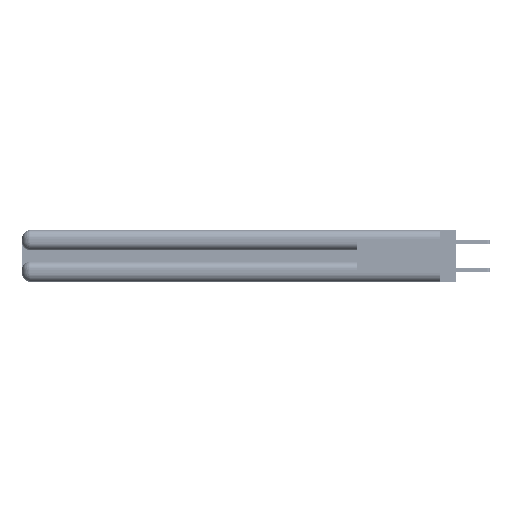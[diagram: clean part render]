
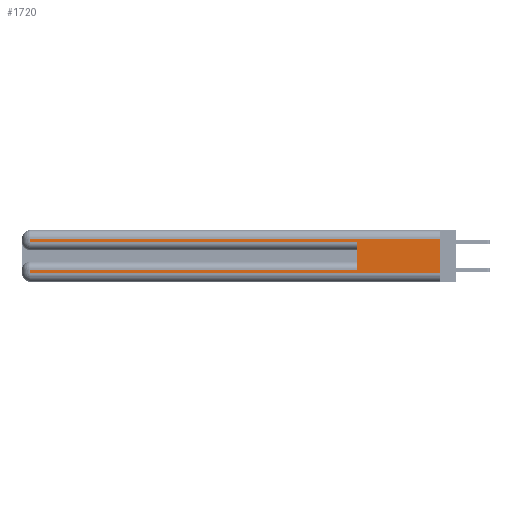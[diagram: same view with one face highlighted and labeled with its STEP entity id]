
A CAD part, left-side view. The second image highlights one B-rep face of the part: STEP entity #1720.
In plain terms, the highlighted planar face has unit normal (-1, 0, 0).
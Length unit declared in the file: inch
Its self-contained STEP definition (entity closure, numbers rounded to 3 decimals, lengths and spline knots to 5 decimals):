
#280 = VECTOR ( 'NONE', #34830, 39.37008 ) ;
#332 = AXIS2_PLACEMENT_3D ( 'NONE', #15231, #23130, #27040 ) ;
#1226 = DIRECTION ( 'NONE',  ( 0., 0., -1. ) ) ;
#1720 = ADVANCED_FACE ( 'NONE', ( #48371 ), #38218, .F. ) ;
#1790 = VERTEX_POINT ( 'NONE', #22804 ) ;
#2071 = LINE ( 'NONE', #19114, #5578 ) ;
#4341 = DIRECTION ( 'NONE',  ( 0., 0., -1. ) ) ;
#4463 = CARTESIAN_POINT ( 'NONE',  ( 0., 0.6, 0.145 ) ) ;
#4748 = ORIENTED_EDGE ( 'NONE', *, *, #8733, .T. ) ;
#4959 = VECTOR ( 'NONE', #29911, 39.37008 ) ;
#5101 = VERTEX_POINT ( 'NONE', #21710 ) ;
#5578 = VECTOR ( 'NONE', #22744, 39.37008 ) ;
#6087 = LINE ( 'NONE', #21975, #15459 ) ;
#7627 = CARTESIAN_POINT ( 'NONE',  ( 0., 2.94, 0.285 ) ) ;
#7827 = ORIENTED_EDGE ( 'NONE', *, *, #21605, .T. ) ;
#8692 = ORIENTED_EDGE ( 'NONE', *, *, #37670, .F. ) ;
#8733 = EDGE_CURVE ( 'NONE', #5101, #23620, #44650, .T. ) ;
#9857 = VECTOR ( 'NONE', #4341, 39.37008 ) ;
#10709 = CARTESIAN_POINT ( 'NONE',  ( 0., 0., 0.31 ) ) ;
#13083 = ORIENTED_EDGE ( 'NONE', *, *, #20937, .T. ) ;
#13904 = EDGE_CURVE ( 'NONE', #23620, #34668, #26349, .T. ) ;
#14407 = VERTEX_POINT ( 'NONE', #23187 ) ;
#15170 = VECTOR ( 'NONE', #1226, 39.37008 ) ;
#15231 = CARTESIAN_POINT ( 'NONE',  ( 0., 0., 0.37 ) ) ;
#15459 = VECTOR ( 'NONE', #29832, 39.37008 ) ;
#19086 = CARTESIAN_POINT ( 'NONE',  ( 0., 0., 0.37 ) ) ;
#19114 = CARTESIAN_POINT ( 'NONE',  ( 0., 0., 0.06 ) ) ;
#20937 = EDGE_CURVE ( 'NONE', #34668, #14407, #2071, .T. ) ;
#21605 = EDGE_CURVE ( 'NONE', #42154, #1790, #24914, .T. ) ;
#21710 = CARTESIAN_POINT ( 'NONE',  ( 0., 0.6, 0.085 ) ) ;
#21975 = CARTESIAN_POINT ( 'NONE',  ( 0., 0., 0.285 ) ) ;
#22148 = VERTEX_POINT ( 'NONE', #7627 ) ;
#22654 = DIRECTION ( 'NONE',  ( 0., 0., -1. ) ) ;
#22735 = ORIENTED_EDGE ( 'NONE', *, *, #32550, .T. ) ;
#22744 = DIRECTION ( 'NONE',  ( 0., -1., 0. ) ) ;
#22804 = CARTESIAN_POINT ( 'NONE',  ( 0., 2.94, 0.31 ) ) ;
#23130 = DIRECTION ( 'NONE',  ( 1., 0., 0. ) ) ;
#23176 = CARTESIAN_POINT ( 'NONE',  ( 0., 0., 0.085 ) ) ;
#23187 = CARTESIAN_POINT ( 'NONE',  ( 0., 0., 0.06 ) ) ;
#23620 = VERTEX_POINT ( 'NONE', #34764 ) ;
#24914 = LINE ( 'NONE', #10709, #4959 ) ;
#26109 = ORIENTED_EDGE ( 'NONE', *, *, #41914, .F. ) ;
#26338 = VERTEX_POINT ( 'NONE', #28036 ) ;
#26349 = LINE ( 'NONE', #46215, #15170 ) ;
#26714 = EDGE_LOOP ( 'NONE', ( #26109, #7827, #39003, #22735, #8692, #4748, #44709, #13083 ) ) ;
#27040 = DIRECTION ( 'NONE',  ( 0., 0., -1. ) ) ;
#28036 = CARTESIAN_POINT ( 'NONE',  ( 0., 0.6, 0.285 ) ) ;
#29832 = DIRECTION ( 'NONE',  ( 0., -1., 0. ) ) ;
#29850 = LINE ( 'NONE', #19086, #9857 ) ;
#29911 = DIRECTION ( 'NONE',  ( 0., 1., 0. ) ) ;
#31221 = CARTESIAN_POINT ( 'NONE',  ( 0., 2.94, 0.06 ) ) ;
#32550 = EDGE_CURVE ( 'NONE', #22148, #26338, #6087, .T. ) ;
#33706 = DIRECTION ( 'NONE',  ( 0., 1., 0. ) ) ;
#33787 = LINE ( 'NONE', #4463, #280 ) ;
#34668 = VERTEX_POINT ( 'NONE', #31221 ) ;
#34764 = CARTESIAN_POINT ( 'NONE',  ( 0., 2.94, 0.085 ) ) ;
#34830 = DIRECTION ( 'NONE',  ( 0., 0., 1. ) ) ;
#35234 = EDGE_CURVE ( 'NONE', #1790, #22148, #35721, .T. ) ;
#35721 = LINE ( 'NONE', #38400, #48027 ) ;
#37670 = EDGE_CURVE ( 'NONE', #5101, #26338, #33787, .T. ) ;
#38218 = PLANE ( 'NONE',  #332 ) ;
#38400 = CARTESIAN_POINT ( 'NONE',  ( 0., 2.94, 0.37 ) ) ;
#39003 = ORIENTED_EDGE ( 'NONE', *, *, #35234, .T. ) ;
#41914 = EDGE_CURVE ( 'NONE', #42154, #14407, #29850, .T. ) ;
#42154 = VERTEX_POINT ( 'NONE', #43381 ) ;
#43381 = CARTESIAN_POINT ( 'NONE',  ( 0., 0., 0.31 ) ) ;
#44650 = LINE ( 'NONE', #23176, #45807 ) ;
#44709 = ORIENTED_EDGE ( 'NONE', *, *, #13904, .T. ) ;
#45807 = VECTOR ( 'NONE', #33706, 39.37008 ) ;
#46215 = CARTESIAN_POINT ( 'NONE',  ( 0., 2.94, 0.37 ) ) ;
#48027 = VECTOR ( 'NONE', #22654, 39.37008 ) ;
#48371 = FACE_OUTER_BOUND ( 'NONE', #26714, .T. ) ;
